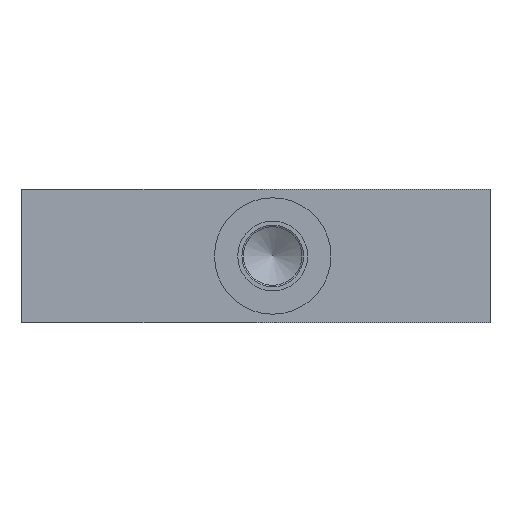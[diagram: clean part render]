
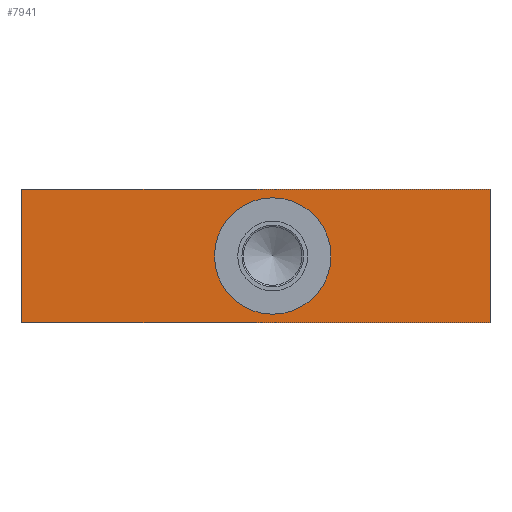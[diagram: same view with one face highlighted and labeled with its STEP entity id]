
A CAD part, front view. The second image highlights one B-rep face of the part: STEP entity #7941.
In plain terms, the highlighted planar face has unit normal (0, -1, 0).
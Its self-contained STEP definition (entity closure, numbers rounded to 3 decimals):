
#76=CIRCLE('',#8233,11.062);
#77=CIRCLE('',#8234,11.062);
#294=FACE_BOUND('',#1435,.T.);
#588=PLANE('',#8455);
#988=FACE_OUTER_BOUND('',#1434,.T.);
#1434=EDGE_LOOP('',(#7107,#7108,#7109,#7110));
#1435=EDGE_LOOP('',(#7111,#7112));
#1803=LINE('',#11886,#2594);
#2252=LINE('',#13308,#3043);
#2257=LINE('',#13317,#3048);
#2258=LINE('',#13318,#3049);
#2594=VECTOR('',#9001,10.);
#3043=VECTOR('',#10234,10.);
#3048=VECTOR('',#10245,10.);
#3049=VECTOR('',#10246,10.);
#3474=VERTEX_POINT('',#11879);
#3477=VERTEX_POINT('',#11884);
#3760=VERTEX_POINT('',#12854);
#3761=VERTEX_POINT('',#12855);
#3929=VERTEX_POINT('',#13305);
#3930=VERTEX_POINT('',#13307);
#4379=EDGE_CURVE('',#3474,#3477,#1803,.T.);
#4799=EDGE_CURVE('',#3760,#3761,#76,.T.);
#4800=EDGE_CURVE('',#3761,#3760,#77,.T.);
#5008=EDGE_CURVE('',#3929,#3930,#2252,.T.);
#5013=EDGE_CURVE('',#3929,#3474,#2257,.T.);
#5014=EDGE_CURVE('',#3930,#3477,#2258,.T.);
#7107=ORIENTED_EDGE('',*,*,#5013,.T.);
#7108=ORIENTED_EDGE('',*,*,#4379,.T.);
#7109=ORIENTED_EDGE('',*,*,#5014,.F.);
#7110=ORIENTED_EDGE('',*,*,#5008,.F.);
#7111=ORIENTED_EDGE('',*,*,#4799,.T.);
#7112=ORIENTED_EDGE('',*,*,#4800,.T.);
#7941=ADVANCED_FACE('',(#988,#294),#588,.T.);
#8233=AXIS2_PLACEMENT_3D('',#12856,#9731,#9732);
#8234=AXIS2_PLACEMENT_3D('',#12857,#9733,#9734);
#8455=AXIS2_PLACEMENT_3D('',#13316,#10243,#10244);
#9001=DIRECTION('',(0.,0.,1.));
#9731=DIRECTION('center_axis',(0.,1.,0.));
#9732=DIRECTION('ref_axis',(1.,0.,0.));
#9733=DIRECTION('center_axis',(0.,1.,0.));
#9734=DIRECTION('ref_axis',(1.,0.,0.));
#10234=DIRECTION('',(0.,0.,1.));
#10243=DIRECTION('center_axis',(0.,-1.,0.));
#10244=DIRECTION('ref_axis',(1.,0.,0.));
#10245=DIRECTION('',(1.,0.,0.));
#10246=DIRECTION('',(1.,0.,0.));
#11879=CARTESIAN_POINT('',(88.9,0.,0.));
#11884=CARTESIAN_POINT('',(88.9,0.,25.4));
#11886=CARTESIAN_POINT('',(88.9,0.,0.));
#12854=CARTESIAN_POINT('',(58.687,0.,12.7));
#12855=CARTESIAN_POINT('',(36.563,0.,12.7));
#12856=CARTESIAN_POINT('Origin',(47.625,0.,12.7));
#12857=CARTESIAN_POINT('Origin',(47.625,0.,12.7));
#13305=CARTESIAN_POINT('',(0.,0.,0.));
#13307=CARTESIAN_POINT('',(0.,0.,25.4));
#13308=CARTESIAN_POINT('',(0.,0.,0.));
#13316=CARTESIAN_POINT('Origin',(0.,0.,0.));
#13317=CARTESIAN_POINT('',(0.,0.,0.));
#13318=CARTESIAN_POINT('',(0.,0.,25.4));
